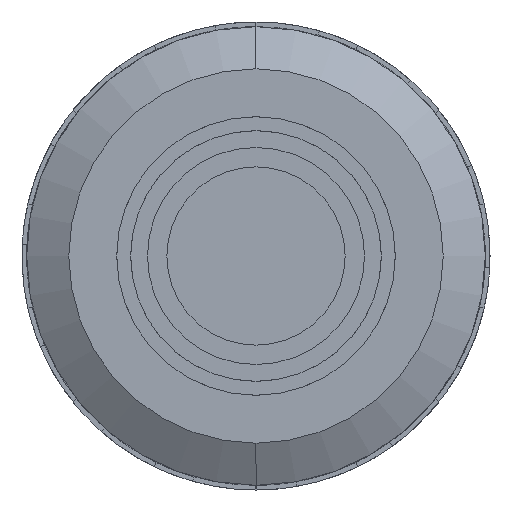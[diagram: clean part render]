
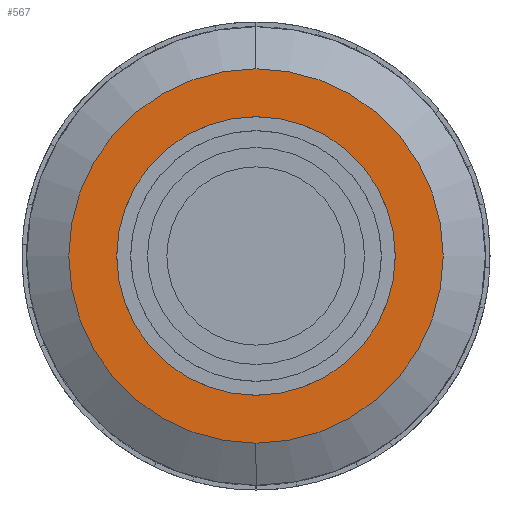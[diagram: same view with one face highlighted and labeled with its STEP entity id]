
A CAD part, left-side view. The second image highlights one B-rep face of the part: STEP entity #567.
In plain terms, the highlighted planar face has unit normal (-1, 0, 0).
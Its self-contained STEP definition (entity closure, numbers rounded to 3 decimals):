
#567=ADVANCED_FACE('',(#1205,#1206),#1207,.T.);
#1205=FACE_BOUND('',#1923,.T.);
#1206=FACE_OUTER_BOUND('',#1924,.T.);
#1207=PLANE('',#1925);
#1923=EDGE_LOOP('',(#3646,#3647));
#1924=EDGE_LOOP('',(#3648,#3649));
#1925=AXIS2_PLACEMENT_3D('',#3650,#3651,#3652);
#3646=ORIENTED_EDGE('',*,*,#4878,.F.);
#3647=ORIENTED_EDGE('',*,*,#4352,.F.);
#3648=ORIENTED_EDGE('',*,*,#4357,.T.);
#3649=ORIENTED_EDGE('',*,*,#4876,.T.);
#3650=CARTESIAN_POINT('',(-56.043,0.0,29.3));
#3651=DIRECTION('',(-1.0,0.0,0.0));
#3652=DIRECTION('',(0.0,-0.0,1.0));
#4352=EDGE_CURVE('',#5258,#5254,#5260,.T.);
#4357=EDGE_CURVE('',#5263,#5267,#5269,.T.);
#4876=EDGE_CURVE('',#5267,#5263,#6036,.T.);
#4878=EDGE_CURVE('',#5254,#5258,#6038,.T.);
#5254=VERTEX_POINT('',#6497);
#5258=VERTEX_POINT('',#6502);
#5260=CIRCLE('',#6505,25.0);
#5263=VERTEX_POINT('',#6508);
#5267=VERTEX_POINT('',#6513);
#5269=CIRCLE('',#6516,33.6);
#6036=CIRCLE('',#7525,33.6);
#6038=CIRCLE('',#7527,25.0);
#6497=CARTESIAN_POINT('',(-56.043,0.0,25.0));
#6502=CARTESIAN_POINT('',(-56.043,0.,-25.0));
#6505=AXIS2_PLACEMENT_3D('',#7994,#7995,#7996);
#6508=CARTESIAN_POINT('',(-56.043,0.0,33.6));
#6513=CARTESIAN_POINT('',(-56.043,0.,-33.6));
#6516=AXIS2_PLACEMENT_3D('',#8002,#8003,#8004);
#7525=AXIS2_PLACEMENT_3D('',#8664,#8665,#8666);
#7527=AXIS2_PLACEMENT_3D('',#8667,#8668,#8669);
#7994=CARTESIAN_POINT('',(-56.043,0.0,0.0));
#7995=DIRECTION('',(-1.0,0.0,0.0));
#7996=DIRECTION('',(0.0,-0.0,1.0));
#8002=CARTESIAN_POINT('',(-56.043,0.0,0.0));
#8003=DIRECTION('',(-1.0,0.0,0.0));
#8004=DIRECTION('',(0.0,-0.0,1.0));
#8664=CARTESIAN_POINT('',(-56.043,0.0,0.0));
#8665=DIRECTION('',(-1.0,0.0,0.0));
#8666=DIRECTION('',(0.0,-0.0,1.0));
#8667=CARTESIAN_POINT('',(-56.043,0.0,0.0));
#8668=DIRECTION('',(-1.0,0.0,0.0));
#8669=DIRECTION('',(0.0,-0.0,1.0));
